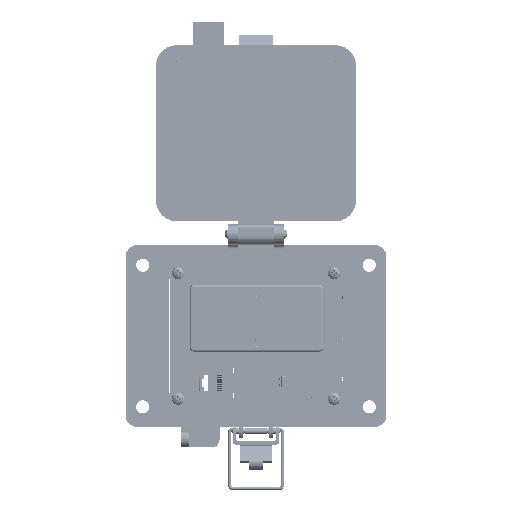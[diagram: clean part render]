
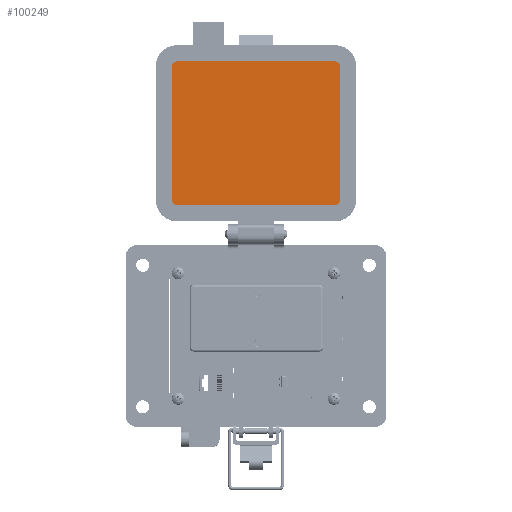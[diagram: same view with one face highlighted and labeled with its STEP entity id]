
A CAD part, top view. The second image highlights one B-rep face of the part: STEP entity #100249.
In plain terms, the highlighted planar face has unit normal (0, 0, 1).
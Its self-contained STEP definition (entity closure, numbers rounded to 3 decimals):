
#3012 = EDGE_CURVE ( 'NONE', #65740, #83087, #130864, .T. ) ;
#6013 = CARTESIAN_POINT ( 'NONE',  ( 38.212, 93.196, 19.202 ) ) ;
#7051 = VECTOR ( 'NONE', #93966, 1000. ) ;
#12184 = VERTEX_POINT ( 'NONE', #73870 ) ;
#13482 = DIRECTION ( 'NONE',  ( 0., 0., -1. ) ) ;
#15215 = VECTOR ( 'NONE', #65695, 1000. ) ;
#15352 = DIRECTION ( 'NONE',  ( 0., 0., -1. ) ) ;
#20530 = ORIENTED_EDGE ( 'NONE', *, *, #31400, .F. ) ;
#27012 = LINE ( 'NONE', #6013, #81686 ) ;
#28088 = DIRECTION ( 'NONE',  ( 0., -1., 0. ) ) ;
#28876 = EDGE_CURVE ( 'NONE', #12184, #51069, #76798, .T. ) ;
#31400 = EDGE_CURVE ( 'NONE', #109149, #65740, #134621, .T. ) ;
#32620 = CARTESIAN_POINT ( 'NONE',  ( 35.912, 126.389, 19.202 ) ) ;
#36147 = CARTESIAN_POINT ( 'NONE',  ( -44.769, 60.004, 19.202 ) ) ;
#37360 = DIRECTION ( 'NONE',  ( 0., -1., 0. ) ) ;
#38220 = CARTESIAN_POINT ( 'NONE',  ( 35.912, 60.004, 19.202 ) ) ;
#39593 = LINE ( 'NONE', #82897, #7051 ) ;
#43152 = CARTESIAN_POINT ( 'NONE',  ( -42.469, 128.688, 19.202 ) ) ;
#43567 = DIRECTION ( 'NONE',  ( 1., 0., 0. ) ) ;
#44172 = CARTESIAN_POINT ( 'NONE',  ( -3.279, 57.705, 19.202 ) ) ;
#48278 = CARTESIAN_POINT ( 'NONE',  ( -42.469, 126.389, 19.202 ) ) ;
#49121 = DIRECTION ( 'NONE',  ( 0., -1., 0. ) ) ;
#51069 = VERTEX_POINT ( 'NONE', #112301 ) ;
#51080 = VERTEX_POINT ( 'NONE', #36147 ) ;
#51239 = ORIENTED_EDGE ( 'NONE', *, *, #59965, .F. ) ;
#59965 = EDGE_CURVE ( 'NONE', #81981, #92541, #27012, .T. ) ;
#63051 = CARTESIAN_POINT ( 'NONE',  ( 38.212, 126.389, 19.202 ) ) ;
#64617 = CIRCLE ( 'NONE', #127188, 2.299 ) ;
#65159 = DIRECTION ( 'NONE',  ( 1., 0., 0. ) ) ;
#65695 = DIRECTION ( 'NONE',  ( -1., 0., 0. ) ) ;
#65740 = VERTEX_POINT ( 'NONE', #43152 ) ;
#67135 = ORIENTED_EDGE ( 'NONE', *, *, #28876, .F. ) ;
#67452 = ORIENTED_EDGE ( 'NONE', *, *, #91254, .F. ) ;
#69374 = AXIS2_PLACEMENT_3D ( 'NONE', #48278, #15352, #37360 ) ;
#71964 = ORIENTED_EDGE ( 'NONE', *, *, #117213, .F. ) ;
#73599 = DIRECTION ( 'NONE',  ( -1., 0., 0. ) ) ;
#73870 = CARTESIAN_POINT ( 'NONE',  ( 35.912, 57.705, 19.202 ) ) ;
#76798 = LINE ( 'NONE', #44172, #15215 ) ;
#78070 = FACE_OUTER_BOUND ( 'NONE', #115327, .T. ) ;
#78992 = CARTESIAN_POINT ( 'NONE',  ( -42.469, 60.004, 19.202 ) ) ;
#81686 = VECTOR ( 'NONE', #28088, 1000. ) ;
#81768 = CIRCLE ( 'NONE', #106376, 2.299 ) ;
#81981 = VERTEX_POINT ( 'NONE', #63051 ) ;
#82897 = CARTESIAN_POINT ( 'NONE',  ( -44.769, 93.196, 19.202 ) ) ;
#83087 = VERTEX_POINT ( 'NONE', #87123 ) ;
#87123 = CARTESIAN_POINT ( 'NONE',  ( 35.912, 128.688, 19.202 ) ) ;
#87620 = CARTESIAN_POINT ( 'NONE',  ( -44.769, 126.389, 19.202 ) ) ;
#90010 = DIRECTION ( 'NONE',  ( 1., 0., 0. ) ) ;
#91254 = EDGE_CURVE ( 'NONE', #51069, #51080, #123041, .T. ) ;
#92541 = VERTEX_POINT ( 'NONE', #138135 ) ;
#93966 = DIRECTION ( 'NONE',  ( 0., 1., 0. ) ) ;
#100249 = ADVANCED_FACE ( 'NONE', ( #78070 ), #128374, .T. ) ;
#101631 = VECTOR ( 'NONE', #65159, 1000. ) ;
#104199 = EDGE_CURVE ( 'NONE', #83087, #81981, #64617, .T. ) ;
#106376 = AXIS2_PLACEMENT_3D ( 'NONE', #38220, #114860, #49121 ) ;
#107188 = AXIS2_PLACEMENT_3D ( 'NONE', #78992, #13482, #90010 ) ;
#109149 = VERTEX_POINT ( 'NONE', #87620 ) ;
#109242 = DIRECTION ( 'NONE',  ( 0., 0., -1. ) ) ;
#112301 = CARTESIAN_POINT ( 'NONE',  ( -42.469, 57.705, 19.202 ) ) ;
#114860 = DIRECTION ( 'NONE',  ( 0., 0., -1. ) ) ;
#115327 = EDGE_LOOP ( 'NONE', ( #71964, #51239, #119758, #138312, #20530, #119482, #67452, #67135 ) ) ;
#117213 = EDGE_CURVE ( 'NONE', #92541, #12184, #81768, .T. ) ;
#117308 = CARTESIAN_POINT ( 'NONE',  ( 39.871, 130.108, 19.202 ) ) ;
#119482 = ORIENTED_EDGE ( 'NONE', *, *, #133884, .F. ) ;
#119758 = ORIENTED_EDGE ( 'NONE', *, *, #104199, .F. ) ;
#119905 = CARTESIAN_POINT ( 'NONE',  ( -3.279, 128.688, 19.202 ) ) ;
#123041 = CIRCLE ( 'NONE', #107188, 2.299 ) ;
#127188 = AXIS2_PLACEMENT_3D ( 'NONE', #32620, #109242, #43567 ) ;
#128374 = PLANE ( 'NONE',  #138865 ) ;
#130864 = LINE ( 'NONE', #119905, #101631 ) ;
#133884 = EDGE_CURVE ( 'NONE', #51080, #109149, #39593, .T. ) ;
#134621 = CIRCLE ( 'NONE', #69374, 2.299 ) ;
#138135 = CARTESIAN_POINT ( 'NONE',  ( 38.212, 60.004, 19.202 ) ) ;
#138312 = ORIENTED_EDGE ( 'NONE', *, *, #3012, .F. ) ;
#138865 = AXIS2_PLACEMENT_3D ( 'NONE', #117308, #139472, #73599 ) ;
#139472 = DIRECTION ( 'NONE',  ( 0., 0., 1. ) ) ;
